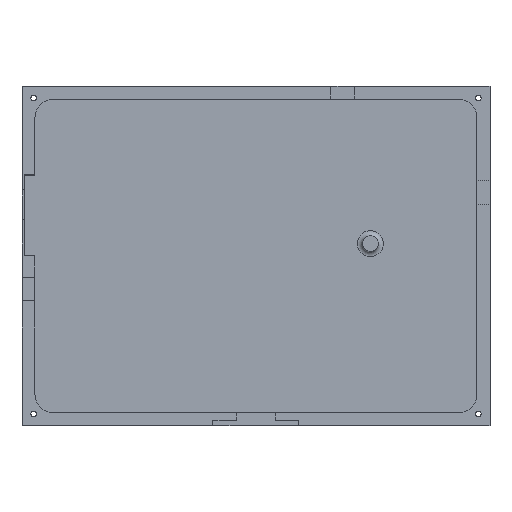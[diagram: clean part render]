
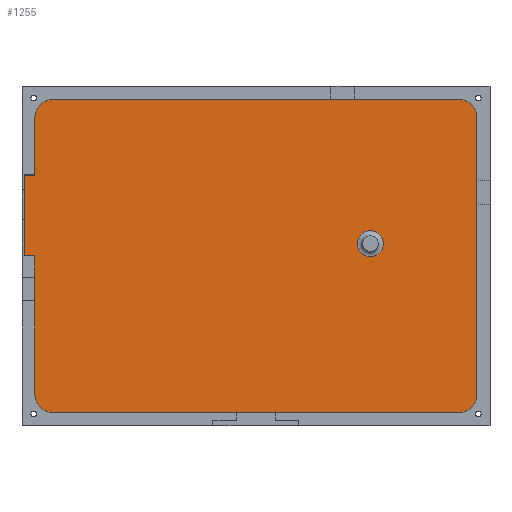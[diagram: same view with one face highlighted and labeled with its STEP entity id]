
A CAD part, top view. The second image highlights one B-rep face of the part: STEP entity #1255.
In plain terms, the highlighted planar face has unit normal (0, 0, 1).
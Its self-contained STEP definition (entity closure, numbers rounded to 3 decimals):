
#15=FACE_BOUND('',#161,.T.);
#46=CIRCLE('',#1344,5.);
#48=CIRCLE('',#1348,7.);
#49=CIRCLE('',#1349,7.);
#50=CIRCLE('',#1350,7.);
#51=CIRCLE('',#1351,7.);
#93=FACE_OUTER_BOUND('',#160,.T.);
#160=EDGE_LOOP('',(#876,#877,#878,#879,#880,#881,#882,#883,#884,#885,#886,
#887));
#161=EDGE_LOOP('',(#888));
#255=LINE('',#1855,#400);
#256=LINE('',#1859,#401);
#257=LINE('',#1863,#402);
#258=LINE('',#1867,#403);
#259=LINE('',#1871,#404);
#260=LINE('',#1873,#405);
#261=LINE('',#1875,#406);
#262=LINE('',#1876,#407);
#400=VECTOR('',#1497,10.);
#401=VECTOR('',#1500,10.);
#402=VECTOR('',#1503,10.);
#403=VECTOR('',#1506,10.);
#404=VECTOR('',#1509,10.);
#405=VECTOR('',#1510,10.);
#406=VECTOR('',#1511,10.);
#407=VECTOR('',#1512,10.);
#538=VERTEX_POINT('',#1845);
#540=VERTEX_POINT('',#1853);
#541=VERTEX_POINT('',#1854);
#542=VERTEX_POINT('',#1856);
#543=VERTEX_POINT('',#1858);
#544=VERTEX_POINT('',#1860);
#545=VERTEX_POINT('',#1862);
#546=VERTEX_POINT('',#1864);
#547=VERTEX_POINT('',#1866);
#548=VERTEX_POINT('',#1868);
#549=VERTEX_POINT('',#1870);
#550=VERTEX_POINT('',#1872);
#551=VERTEX_POINT('',#1874);
#671=EDGE_CURVE('',#538,#538,#46,.T.);
#674=EDGE_CURVE('',#540,#541,#255,.T.);
#675=EDGE_CURVE('',#541,#542,#48,.T.);
#676=EDGE_CURVE('',#542,#543,#256,.T.);
#677=EDGE_CURVE('',#543,#544,#49,.T.);
#678=EDGE_CURVE('',#544,#545,#257,.T.);
#679=EDGE_CURVE('',#545,#546,#50,.T.);
#680=EDGE_CURVE('',#546,#547,#258,.T.);
#681=EDGE_CURVE('',#547,#548,#51,.T.);
#682=EDGE_CURVE('',#548,#549,#259,.T.);
#683=EDGE_CURVE('',#549,#550,#260,.T.);
#684=EDGE_CURVE('',#550,#551,#261,.T.);
#685=EDGE_CURVE('',#551,#540,#262,.T.);
#876=ORIENTED_EDGE('',*,*,#674,.T.);
#877=ORIENTED_EDGE('',*,*,#675,.T.);
#878=ORIENTED_EDGE('',*,*,#676,.T.);
#879=ORIENTED_EDGE('',*,*,#677,.T.);
#880=ORIENTED_EDGE('',*,*,#678,.T.);
#881=ORIENTED_EDGE('',*,*,#679,.T.);
#882=ORIENTED_EDGE('',*,*,#680,.T.);
#883=ORIENTED_EDGE('',*,*,#681,.T.);
#884=ORIENTED_EDGE('',*,*,#682,.T.);
#885=ORIENTED_EDGE('',*,*,#683,.T.);
#886=ORIENTED_EDGE('',*,*,#684,.T.);
#887=ORIENTED_EDGE('',*,*,#685,.T.);
#888=ORIENTED_EDGE('',*,*,#671,.F.);
#1200=PLANE('',#1347);
#1255=ADVANCED_FACE('',(#93,#15),#1200,.F.);
#1344=AXIS2_PLACEMENT_3D('',#1847,#1488,#1489);
#1347=AXIS2_PLACEMENT_3D('',#1852,#1495,#1496);
#1348=AXIS2_PLACEMENT_3D('',#1857,#1498,#1499);
#1349=AXIS2_PLACEMENT_3D('',#1861,#1501,#1502);
#1350=AXIS2_PLACEMENT_3D('',#1865,#1504,#1505);
#1351=AXIS2_PLACEMENT_3D('',#1869,#1507,#1508);
#1488=DIRECTION('center_axis',(0.,0.,1.));
#1489=DIRECTION('ref_axis',(-1.,0.,0.));
#1495=DIRECTION('center_axis',(0.,0.,-1.));
#1496=DIRECTION('ref_axis',(-1.,0.,0.));
#1497=DIRECTION('',(0.,-1.,0.));
#1498=DIRECTION('center_axis',(0.,0.,1.));
#1499=DIRECTION('ref_axis',(1.,0.,0.));
#1500=DIRECTION('',(1.,0.,0.));
#1501=DIRECTION('center_axis',(0.,0.,1.));
#1502=DIRECTION('ref_axis',(0.,1.,0.));
#1503=DIRECTION('',(0.,1.,0.));
#1504=DIRECTION('center_axis',(0.,0.,1.));
#1505=DIRECTION('ref_axis',(-1.,0.,0.));
#1506=DIRECTION('',(-1.,0.,0.));
#1507=DIRECTION('center_axis',(0.,0.,1.));
#1508=DIRECTION('ref_axis',(0.,-1.,0.));
#1509=DIRECTION('',(0.,-1.,0.));
#1510=DIRECTION('',(-1.,0.,0.));
#1511=DIRECTION('',(0.,-1.,0.));
#1512=DIRECTION('',(1.,0.,0.));
#1845=CARTESIAN_POINT('',(49.,4.75,-8.));
#1847=CARTESIAN_POINT('Origin',(44.,4.75,-8.));
#1852=CARTESIAN_POINT('Origin',(0.,0.,
-8.));
#1853=CARTESIAN_POINT('',(-85.,0.15,-8.));
#1854=CARTESIAN_POINT('',(-85.,-53.25,-8.));
#1855=CARTESIAN_POINT('',(-85.,-53.25,-8.));
#1856=CARTESIAN_POINT('',(-78.,-60.25,-8.));
#1857=CARTESIAN_POINT('Origin',(-78.,-53.25,-8.));
#1858=CARTESIAN_POINT('',(78.,-60.25,-8.));
#1859=CARTESIAN_POINT('',(78.,-60.25,-8.));
#1860=CARTESIAN_POINT('',(85.,-53.25,-8.));
#1861=CARTESIAN_POINT('Origin',(78.,-53.25,-8.));
#1862=CARTESIAN_POINT('',(85.,53.25,-8.));
#1863=CARTESIAN_POINT('',(85.,53.25,-8.));
#1864=CARTESIAN_POINT('',(78.,60.25,-8.));
#1865=CARTESIAN_POINT('Origin',(78.,53.25,-8.));
#1866=CARTESIAN_POINT('',(-78.,60.25,-8.));
#1867=CARTESIAN_POINT('',(-78.,60.25,-8.));
#1868=CARTESIAN_POINT('',(-85.,53.25,-8.));
#1869=CARTESIAN_POINT('Origin',(-78.,53.25,-8.));
#1870=CARTESIAN_POINT('',(-85.,31.15,-8.));
#1871=CARTESIAN_POINT('',(-85.,-53.25,-8.));
#1872=CARTESIAN_POINT('',(-89.2,31.15,-8.));
#1873=CARTESIAN_POINT('',(-88.125,31.15,-8.));
#1874=CARTESIAN_POINT('',(-89.2,0.15,-8.));
#1875=CARTESIAN_POINT('',(-89.2,7.9,-8.));
#1876=CARTESIAN_POINT('',(-86.025,0.15,-8.));
